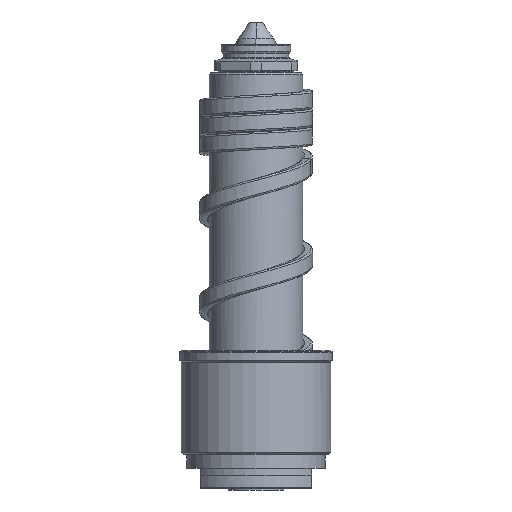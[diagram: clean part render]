
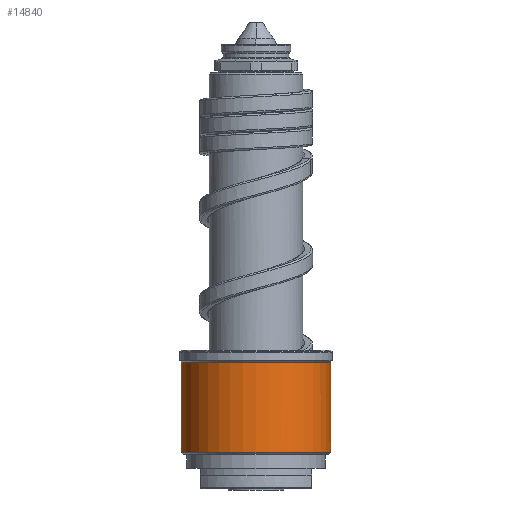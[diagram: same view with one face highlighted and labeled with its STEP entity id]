
A CAD part, front view. The second image highlights one B-rep face of the part: STEP entity #14840.
In plain terms, the highlighted cylindrical face has radius 21.5 mm (diameter 43 mm), a partial arc.
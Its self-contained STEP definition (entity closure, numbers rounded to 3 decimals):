
#3992=DIRECTION('',(0.,0.,1.));
#3993=VECTOR('',#3992,25.834);
#3994=CARTESIAN_POINT('',(21.5,0.,10.583));
#3995=LINE('',#3994,#3993);
#4029=CARTESIAN_POINT('',(0.,0.,10.583));
#4030=DIRECTION('',(0.,0.,1.));
#4031=DIRECTION('',(-1.,0.,0.));
#4032=AXIS2_PLACEMENT_3D('',#4029,#4030,#4031);
#5367=DIRECTION('',(0.,0.,1.));
#5368=VECTOR('',#5367,25.834);
#5369=CARTESIAN_POINT('',(-21.5,0.,10.583));
#5370=LINE('',#5369,#5368);
#5371=CARTESIAN_POINT('',(0.,0.,36.417));
#5372=DIRECTION('',(0.,0.,-1.));
#5373=DIRECTION('',(1.,0.,0.));
#5374=AXIS2_PLACEMENT_3D('',#5371,#5372,#5373);
#5376=CARTESIAN_POINT('',(0.,0.,36.417));
#5377=DIRECTION('',(0.,0.,-1.));
#5378=DIRECTION('',(1.,-0.007,0.));
#5379=AXIS2_PLACEMENT_3D('',#5376,#5377,#5378);
#6087=CARTESIAN_POINT('',(21.499,-0.152,
36.417));
#6088=CARTESIAN_POINT('',(-21.5,0.,36.417));
#6089=VERTEX_POINT('',#6087);
#6090=VERTEX_POINT('',#6088);
#6091=CARTESIAN_POINT('',(21.5,0.,36.417));
#6092=VERTEX_POINT('',#6091);
#6093=CARTESIAN_POINT('',(-21.5,0.,10.583));
#6094=CARTESIAN_POINT('',(21.5,0.,10.583));
#6095=VERTEX_POINT('',#6093);
#6096=VERTEX_POINT('',#6094);
#14826=CARTESIAN_POINT('',(0.,0.,8.5));
#14827=DIRECTION('',(0.,0.,1.));
#14828=DIRECTION('',(-1.,0.,0.));
#14829=AXIS2_PLACEMENT_3D('',#14826,#14827,#14828);
#14830=CYLINDRICAL_SURFACE('',#14829,21.5);
#14831=ORIENTED_EDGE('',*,*,#13073,.F.);
#14832=ORIENTED_EDGE('',*,*,#13048,.T.);
#14834=ORIENTED_EDGE('',*,*,#14833,.F.);
#14836=ORIENTED_EDGE('',*,*,#14835,.F.);
#14837=ORIENTED_EDGE('',*,*,#13042,.F.);
#14838=EDGE_LOOP('',(#14831,#14832,#14834,#14836,#14837));
#14839=FACE_OUTER_BOUND('',#14838,.F.);
#4033=CIRCLE('',#4032,21.5);
#5375=CIRCLE('',#5374,21.5);
#5380=CIRCLE('',#5379,21.5);
#13042=EDGE_CURVE('',#6096,#6092,#3995,.T.);
#13048=EDGE_CURVE('',#6095,#6090,#5370,.T.);
#13073=EDGE_CURVE('',#6095,#6096,#4033,.T.);
#14833=EDGE_CURVE('',#6089,#6090,#5380,.T.);
#14835=EDGE_CURVE('',#6092,#6089,#5375,.T.);
#14840=ADVANCED_FACE('',(#14839),#14830,.T.);
